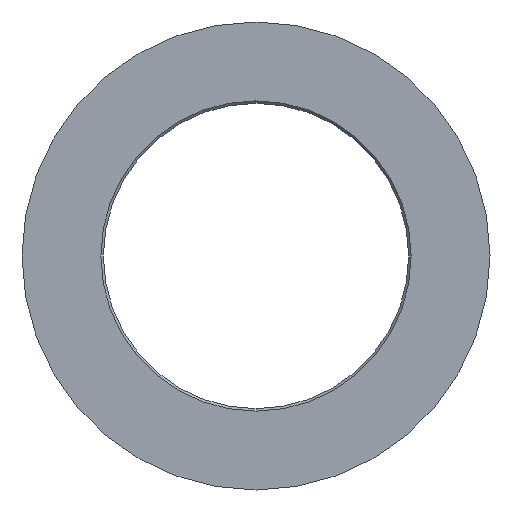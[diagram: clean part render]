
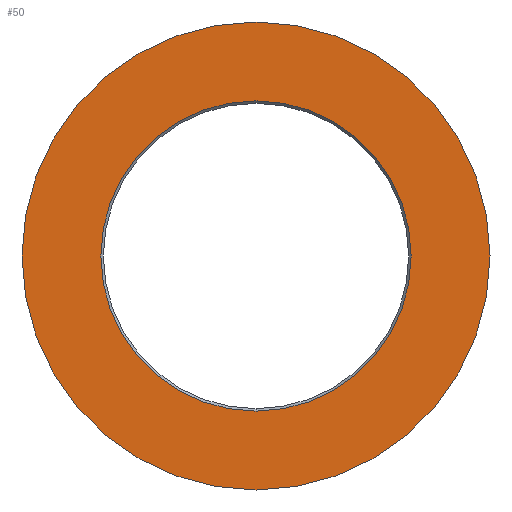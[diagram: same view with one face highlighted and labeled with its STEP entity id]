
A CAD part, left-side view. The second image highlights one B-rep face of the part: STEP entity #50.
In plain terms, the highlighted planar face has unit normal (-1, 0, 0).
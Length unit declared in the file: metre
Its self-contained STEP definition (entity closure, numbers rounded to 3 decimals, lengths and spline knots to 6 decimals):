
#50 = ADVANCED_FACE ( 'NONE', ( #476, #477 ), #478, .T. ) ;
#94 = ORIENTED_EDGE ( 'NONE', *, *, #858, .F. ) ;
#95 = EDGE_LOOP ( 'NONE', ( #94, #102 ) ) ;
#100 = EDGE_LOOP ( 'NONE', ( #109, #132 ) ) ;
#102 = ORIENTED_EDGE ( 'NONE', *, *, #836, .F. ) ;
#109 = ORIENTED_EDGE ( 'NONE', *, *, #874, .F. ) ;
#132 = ORIENTED_EDGE ( 'NONE', *, *, #812, .F. ) ;
#200 = CIRCLE ( 'NONE', #201, 0.0155 ) ;
#201 = AXIS2_PLACEMENT_3D ( 'NONE', #202, #203, #204 ) ;
#202 = CARTESIAN_POINT ( 'NONE',  ( 0.002, 0., 0. ) ) ;
#203 = DIRECTION ( 'NONE',  ( -1., 0., 0. ) ) ;
#204 = DIRECTION ( 'NONE',  ( 0., 0., 1. ) ) ;
#339 = CIRCLE ( 'NONE', #340, 0.023375 ) ;
#340 = AXIS2_PLACEMENT_3D ( 'NONE', #341, #342, #345 ) ;
#341 = CARTESIAN_POINT ( 'NONE',  ( 0.002, 0., 0. ) ) ;
#342 = DIRECTION ( 'NONE',  ( 1., 0., 0. ) ) ;
#345 = DIRECTION ( 'NONE',  ( 0., 0., 1. ) ) ;
#444 = CARTESIAN_POINT ( 'NONE',  ( 0.002, 0., -0.0155 ) ) ;
#445 = CARTESIAN_POINT ( 'NONE',  ( 0.002, 0., 0.0155 ) ) ;
#470 = CIRCLE ( 'NONE', #471, 0.023375 ) ;
#471 = AXIS2_PLACEMENT_3D ( 'NONE', #472, #473, #474 ) ;
#472 = CARTESIAN_POINT ( 'NONE',  ( 0.002, 0., 0. ) ) ;
#473 = DIRECTION ( 'NONE',  ( 1., 0., 0. ) ) ;
#474 = DIRECTION ( 'NONE',  ( 0., 0., 1. ) ) ;
#476 = FACE_OUTER_BOUND ( 'NONE', #95, .T. ) ;
#477 = FACE_BOUND ( 'NONE', #100, .T. ) ;
#478 = PLANE ( 'NONE',  #479 ) ;
#479 = AXIS2_PLACEMENT_3D ( 'NONE', #480, #481, #482 ) ;
#480 = CARTESIAN_POINT ( 'NONE',  ( 0.002, 0., 0. ) ) ;
#481 = DIRECTION ( 'NONE',  ( -1., 0., 0. ) ) ;
#482 = DIRECTION ( 'NONE',  ( 0., 0., 1. ) ) ;
#483 = CARTESIAN_POINT ( 'NONE',  ( 0.002, 0., -0.023375 ) ) ;
#484 = CARTESIAN_POINT ( 'NONE',  ( 0.002, 0., 0.023375 ) ) ;
#544 = CIRCLE ( 'NONE', #545, 0.0155 ) ;
#545 = AXIS2_PLACEMENT_3D ( 'NONE', #546, #547, #548 ) ;
#546 = CARTESIAN_POINT ( 'NONE',  ( 0.002, 0., 0. ) ) ;
#547 = DIRECTION ( 'NONE',  ( -1., 0., 0. ) ) ;
#548 = DIRECTION ( 'NONE',  ( 0., 0., 1. ) ) ;
#812 = EDGE_CURVE ( 'NONE', #853, #854, #200, .T. ) ;
#836 = EDGE_CURVE ( 'NONE', #863, #865, #339, .T. ) ;
#853 = VERTEX_POINT ( 'NONE', #444 ) ;
#854 = VERTEX_POINT ( 'NONE', #445 ) ;
#858 = EDGE_CURVE ( 'NONE', #865, #863, #470, .T. ) ;
#863 = VERTEX_POINT ( 'NONE', #483 ) ;
#865 = VERTEX_POINT ( 'NONE', #484 ) ;
#874 = EDGE_CURVE ( 'NONE', #854, #853, #544, .T. ) ;
